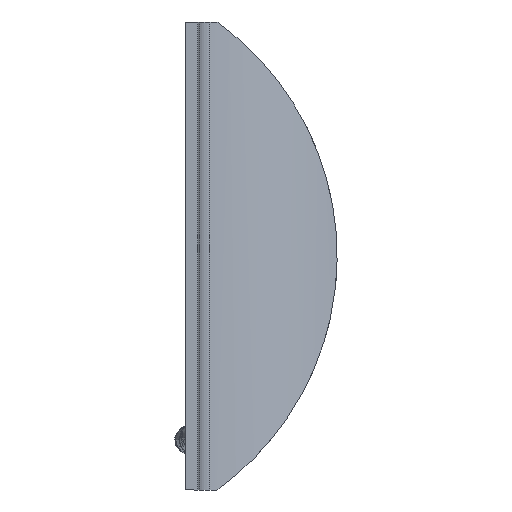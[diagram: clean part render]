
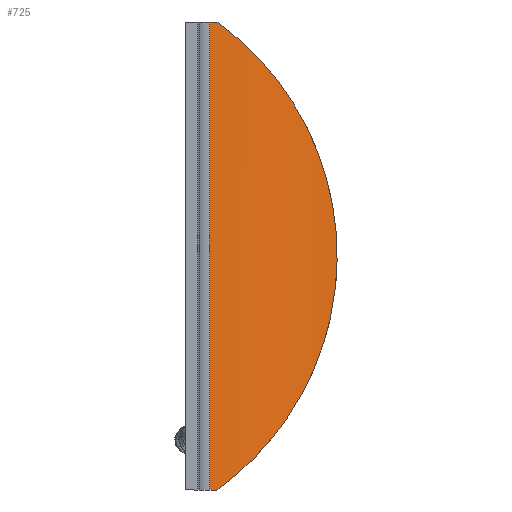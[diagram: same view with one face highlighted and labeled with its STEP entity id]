
A CAD part, left-side view. The second image highlights one B-rep face of the part: STEP entity #725.
In plain terms, the highlighted cylindrical face has radius 40 mm (diameter 80 mm), a partial arc.
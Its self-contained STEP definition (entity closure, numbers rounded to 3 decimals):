
#2 = CARTESIAN_POINT ( 'NONE',  ( -284.815, -20.265, -18.084 ) ) ;
#8 = CARTESIAN_POINT ( 'NONE',  ( -284.106, -23.397, 7.442 ) ) ;
#12 = CARTESIAN_POINT ( 'NONE',  ( -288.119, -11.884, 30.938 ) ) ;
#56 = LINE ( 'NONE', #235, #736 ) ;
#84 = CIRCLE ( 'NONE', #1603, 40. ) ;
#92 = ORIENTED_EDGE ( 'NONE', *, *, #863, .F. ) ;
#129 = CARTESIAN_POINT ( 'NONE',  ( -288.45, -11.24, -31.656 ) ) ;
#135 = CARTESIAN_POINT ( 'NONE',  ( -284.47, -21.625, -14.632 ) ) ;
#139 = CARTESIAN_POINT ( 'NONE',  ( -284.21, -22.855, 10.187 ) ) ;
#147 = CARTESIAN_POINT ( 'NONE',  ( -289.156, -10.051, 32.807 ) ) ;
#172 = VERTEX_POINT ( 'NONE', #612 ) ;
#206 = EDGE_CURVE ( 'NONE', #695, #1279, #84, .T. ) ;
#207 = CARTESIAN_POINT ( 'NONE',  ( -292.763, -5., -37. ) ) ;
#235 = CARTESIAN_POINT ( 'NONE',  ( -293.721, -3.897, -37. ) ) ;
#253 = CARTESIAN_POINT ( 'NONE',  ( -287.547, -13.012, -29.664 ) ) ;
#261 = CARTESIAN_POINT ( 'NONE',  ( -284.209, -22.863, -10.155 ) ) ;
#267 = CARTESIAN_POINT ( 'NONE',  ( -284.471, -21.619, 14.646 ) ) ;
#270 = CARTESIAN_POINT ( 'NONE',  ( -290.771, -7.54, 35.08 ) ) ;
#326 = DIRECTION ( 'NONE',  ( -1., 0., 0. ) ) ;
#327 = CARTESIAN_POINT ( 'NONE',  ( -293.721, -3.897, -37. ) ) ;
#341 = ORIENTED_EDGE ( 'NONE', *, *, #450, .T. ) ;
#352 = B_SPLINE_CURVE_WITH_KNOTS ( 'NONE', 3,
 ( #631, #1387, #1638, #892, #129, #1011, #253, #1139, #373, #1264, #514, #1396, #639, #1519, #772, #2, #900, #135, #1018, #261, #1145, #379, #1270, #519, #1401, #647, #1526, #777, #8, #907, #139, #1021, #267, #1151, #382, #1276, #527, #1407, #650, #1535, #786, #12, #912, #147, #1027, #270, #1158, #390 ),
 .UNSPECIFIED., .F., .F.,
 ( 4, 2, 2, 2, 2, 2, 2, 2, 2, 2, 2, 2, 2, 2, 2, 2, 2, 2, 2, 2, 2, 2, 2, 4 ),
 ( 0., 0.006, 0.011, 0.013, 0.014, 0.017, 0.022, 0.025, 0.028, 0.033, 0.036, 0.039, 0.044, 0.05, 0.053, 0.056, 0.061, 0.064, 0.067, 0.072, 0.078, 0.081, 0.083, 0.089 ),
 .UNSPECIFIED. ) ;
#373 = CARTESIAN_POINT ( 'NONE',  ( -287.136, -13.874, -28.63 ) ) ;
#379 = CARTESIAN_POINT ( 'NONE',  ( -284.105, -23.404, -7.4 ) ) ;
#382 = CARTESIAN_POINT ( 'NONE',  ( -284.815, -20.265, 18.083 ) ) ;
#390 = CARTESIAN_POINT ( 'NONE',  ( -292.763, -5., 37. ) ) ;
#397 = CARTESIAN_POINT ( 'NONE',  ( -323.44, -30.669, 37. ) ) ;
#450 = EDGE_CURVE ( 'NONE', #695, #172, #352, .T. ) ;
#465 = CARTESIAN_POINT ( 'NONE',  ( -323.44, -30.669, -37. ) ) ;
#469 = DIRECTION ( 'NONE',  ( 1., 0., 0. ) ) ;
#475 = CYLINDRICAL_SURFACE ( 'NONE', #1210, 40. ) ;
#514 = CARTESIAN_POINT ( 'NONE',  ( -286.526, -15.252, -26.848 ) ) ;
#519 = CARTESIAN_POINT ( 'NONE',  ( -284.018, -23.888, -3.693 ) ) ;
#522 = FACE_OUTER_BOUND ( 'NONE', #606, .T. ) ;
#527 = CARTESIAN_POINT ( 'NONE',  ( -285.152, -19.082, 20.603 ) ) ;
#535 = DIRECTION ( 'NONE',  ( -1., 0., 0. ) ) ;
#575 = EDGE_CURVE ( 'NONE', #172, #1137, #1190, .T. ) ;
#606 = EDGE_LOOP ( 'NONE', ( #966, #341, #888, #92 ) ) ;
#612 = CARTESIAN_POINT ( 'NONE',  ( -292.763, -5., 37. ) ) ;
#631 = CARTESIAN_POINT ( 'NONE',  ( -292.763, -5., -37. ) ) ;
#639 = CARTESIAN_POINT ( 'NONE',  ( -285.566, -17.77, -23.062 ) ) ;
#647 = CARTESIAN_POINT ( 'NONE',  ( -284., -23.999, 1.87 ) ) ;
#650 = CARTESIAN_POINT ( 'NONE',  ( -285.901, -16.812, 24.618 ) ) ;
#695 = VERTEX_POINT ( 'NONE', #207 ) ;
#725 = ADVANCED_FACE ( 'NONE', ( #522 ), #475, .F. ) ;
#736 = VECTOR ( 'NONE', #1248, 1000. ) ;
#772 = CARTESIAN_POINT ( 'NONE',  ( -285.032, -19.491, -19.776 ) ) ;
#777 = CARTESIAN_POINT ( 'NONE',  ( -284.08, -23.542, 6.512 ) ) ;
#786 = CARTESIAN_POINT ( 'NONE',  ( -287.222, -13.64, 28.967 ) ) ;
#792 = CARTESIAN_POINT ( 'NONE',  ( -293.721, -3.897, 37. ) ) ;
#863 = EDGE_CURVE ( 'NONE', #1279, #1137, #56, .T. ) ;
#888 = ORIENTED_EDGE ( 'NONE', *, *, #575, .T. ) ;
#892 = CARTESIAN_POINT ( 'NONE',  ( -289.151, -10.018, -32.869 ) ) ;
#900 = CARTESIAN_POINT ( 'NONE',  ( -284.72, -20.625, -17.228 ) ) ;
#907 = CARTESIAN_POINT ( 'NONE',  ( -284.171, -23.054, 9.278 ) ) ;
#912 = CARTESIAN_POINT ( 'NONE',  ( -288.445, -11.283, 31.575 ) ) ;
#966 = ORIENTED_EDGE ( 'NONE', *, *, #206, .F. ) ;
#1011 = CARTESIAN_POINT ( 'NONE',  ( -287.693, -12.718, -30.002 ) ) ;
#1018 = CARTESIAN_POINT ( 'NONE',  ( -284.348, -22.185, -12.863 ) ) ;
#1021 = CARTESIAN_POINT ( 'NONE',  ( -284.349, -22.178, 12.885 ) ) ;
#1027 = CARTESIAN_POINT ( 'NONE',  ( -289.54, -9.425, 33.397 ) ) ;
#1096 = CARTESIAN_POINT ( 'NONE',  ( -323.44, -30.669, -37. ) ) ;
#1137 = VERTEX_POINT ( 'NONE', #792 ) ;
#1139 = CARTESIAN_POINT ( 'NONE',  ( -287.268, -13.59, -28.978 ) ) ;
#1145 = CARTESIAN_POINT ( 'NONE',  ( -284.17, -23.062, -9.243 ) ) ;
#1151 = CARTESIAN_POINT ( 'NONE',  ( -284.721, -20.623, 17.231 ) ) ;
#1158 = CARTESIAN_POINT ( 'NONE',  ( -291.702, -6.268, 36.091 ) ) ;
#1190 = CIRCLE ( 'NONE', #1320, 40. ) ;
#1210 = AXIS2_PLACEMENT_3D ( 'NONE', #1096, #1351, #469 ) ;
#1223 = DIRECTION ( 'NONE',  ( 0., 0., 1. ) ) ;
#1248 = DIRECTION ( 'NONE',  ( 0., 0., 1. ) ) ;
#1264 = CARTESIAN_POINT ( 'NONE',  ( -286.756, -14.712, -27.572 ) ) ;
#1270 = CARTESIAN_POINT ( 'NONE',  ( -284.079, -23.547, -6.471 ) ) ;
#1276 = CARTESIAN_POINT ( 'NONE',  ( -285.031, -19.495, 19.768 ) ) ;
#1279 = VERTEX_POINT ( 'NONE', #327 ) ;
#1285 = DIRECTION ( 'NONE',  ( 0., 0., 1. ) ) ;
#1320 = AXIS2_PLACEMENT_3D ( 'NONE', #397, #1285, #535 ) ;
#1351 = DIRECTION ( 'NONE',  ( 0., 0., 1. ) ) ;
#1387 = CARTESIAN_POINT ( 'NONE',  ( -291.703, -6.267, -36.092 ) ) ;
#1396 = CARTESIAN_POINT ( 'NONE',  ( -285.901, -16.811, -24.621 ) ) ;
#1401 = CARTESIAN_POINT ( 'NONE',  ( -284., -24.001, -1.839 ) ) ;
#1407 = CARTESIAN_POINT ( 'NONE',  ( -285.566, -17.771, 23.061 ) ) ;
#1519 = CARTESIAN_POINT ( 'NONE',  ( -285.154, -19.076, -20.614 ) ) ;
#1526 = CARTESIAN_POINT ( 'NONE',  ( -284.019, -23.886, 3.726 ) ) ;
#1535 = CARTESIAN_POINT ( 'NONE',  ( -286.729, -14.747, 27.571 ) ) ;
#1603 = AXIS2_PLACEMENT_3D ( 'NONE', #465, #1223, #326 ) ;
#1638 = CARTESIAN_POINT ( 'NONE',  ( -290.778, -7.531, -35.087 ) ) ;
